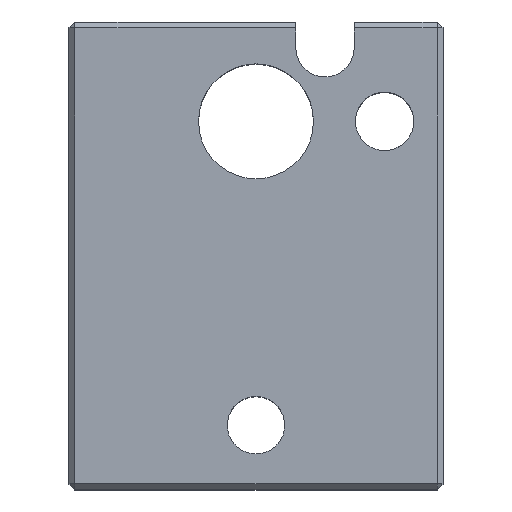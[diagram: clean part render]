
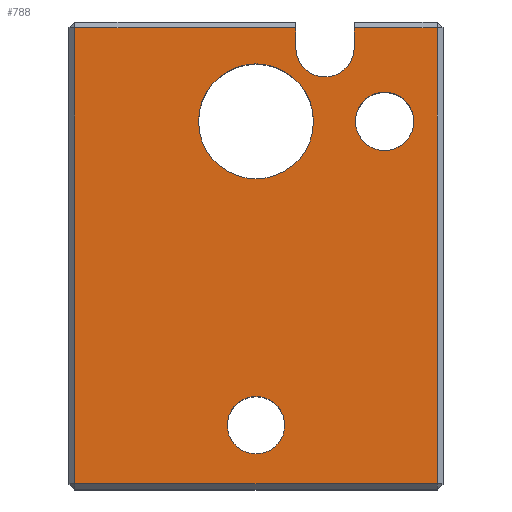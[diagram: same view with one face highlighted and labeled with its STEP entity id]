
A CAD part, top view. The second image highlights one B-rep face of the part: STEP entity #788.
In plain terms, the highlighted planar face has unit normal (0, 0, 1).
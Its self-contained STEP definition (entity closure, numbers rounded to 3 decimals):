
#28=FACE_BOUND('',#128,.T.);
#29=FACE_BOUND('',#129,.T.);
#30=FACE_BOUND('',#130,.T.);
#39=CIRCLE('',#856,1.25);
#40=CIRCLE('',#857,2.459);
#41=CIRCLE('',#858,2.459);
#42=CIRCLE('',#859,1.25);
#43=CIRCLE('',#860,1.23);
#82=FACE_OUTER_BOUND('',#127,.T.);
#127=EDGE_LOOP('',(#616,#617,#618,#619,#620,#621,#622,#623));
#128=EDGE_LOOP('',(#624,#625));
#129=EDGE_LOOP('',(#626));
#130=EDGE_LOOP('',(#627));
#160=LINE('',#1122,#248);
#173=LINE('',#1148,#261);
#202=LINE('',#1206,#290);
#206=LINE('',#1213,#294);
#213=LINE('',#1227,#301);
#221=LINE('',#1249,#309);
#222=LINE('',#1252,#310);
#248=VECTOR('',#905,10.);
#261=VECTOR('',#928,10.);
#290=VECTOR('',#979,10.);
#294=VECTOR('',#985,10.);
#301=VECTOR('',#998,10.);
#309=VECTOR('',#1022,10.);
#310=VECTOR('',#1025,10.);
#328=VERTEX_POINT('',#1103);
#331=VERTEX_POINT('',#1110);
#339=VERTEX_POINT('',#1136);
#349=VERTEX_POINT('',#1165);
#361=VERTEX_POINT('',#1209);
#366=VERTEX_POINT('',#1225);
#372=VERTEX_POINT('',#1248);
#373=VERTEX_POINT('',#1250);
#374=VERTEX_POINT('',#1253);
#375=VERTEX_POINT('',#1254);
#376=VERTEX_POINT('',#1257);
#377=VERTEX_POINT('',#1259);
#403=EDGE_CURVE('',#328,#331,#160,.T.);
#416=EDGE_CURVE('',#331,#339,#173,.T.);
#445=EDGE_CURVE('',#339,#349,#202,.T.);
#449=EDGE_CURVE('',#349,#361,#206,.T.);
#456=EDGE_CURVE('',#366,#328,#213,.T.);
#467=EDGE_CURVE('',#366,#372,#221,.T.);
#468=EDGE_CURVE('',#372,#373,#39,.T.);
#469=EDGE_CURVE('',#373,#361,#222,.T.);
#470=EDGE_CURVE('',#374,#375,#40,.T.);
#471=EDGE_CURVE('',#375,#374,#41,.T.);
#472=EDGE_CURVE('',#376,#376,#42,.T.);
#473=EDGE_CURVE('',#377,#377,#43,.T.);
#616=ORIENTED_EDGE('',*,*,#449,.F.);
#617=ORIENTED_EDGE('',*,*,#445,.F.);
#618=ORIENTED_EDGE('',*,*,#416,.F.);
#619=ORIENTED_EDGE('',*,*,#403,.F.);
#620=ORIENTED_EDGE('',*,*,#456,.F.);
#621=ORIENTED_EDGE('',*,*,#467,.T.);
#622=ORIENTED_EDGE('',*,*,#468,.T.);
#623=ORIENTED_EDGE('',*,*,#469,.T.);
#624=ORIENTED_EDGE('',*,*,#470,.T.);
#625=ORIENTED_EDGE('',*,*,#471,.T.);
#626=ORIENTED_EDGE('',*,*,#472,.T.);
#627=ORIENTED_EDGE('',*,*,#473,.T.);
#752=PLANE('',#855);
#788=ADVANCED_FACE('',(#82,#28,#29,#30),#752,.T.);
#855=AXIS2_PLACEMENT_3D('',#1247,#1020,#1021);
#856=AXIS2_PLACEMENT_3D('',#1251,#1023,#1024);
#857=AXIS2_PLACEMENT_3D('',#1255,#1026,#1027);
#858=AXIS2_PLACEMENT_3D('',#1256,#1028,#1029);
#859=AXIS2_PLACEMENT_3D('',#1258,#1030,#1031);
#860=AXIS2_PLACEMENT_3D('',#1260,#1032,#1033);
#905=DIRECTION('',(0.,-1.,0.));
#928=DIRECTION('',(-1.,0.,0.));
#979=DIRECTION('',(0.,1.,0.));
#985=DIRECTION('',(1.,0.,0.));
#998=DIRECTION('',(1.,0.,0.));
#1020=DIRECTION('center_axis',(0.,0.,1.));
#1021=DIRECTION('ref_axis',(1.,0.,0.));
#1022=DIRECTION('',(0.,-1.,0.));
#1023=DIRECTION('center_axis',(0.,0.,-1.));
#1024=DIRECTION('ref_axis',(-1.,0.,0.));
#1025=DIRECTION('',(0.,1.,0.));
#1026=DIRECTION('center_axis',(0.,0.,-1.));
#1027=DIRECTION('ref_axis',(1.,0.,0.));
#1028=DIRECTION('center_axis',(0.,0.,-1.));
#1029=DIRECTION('ref_axis',(1.,0.,0.));
#1030=DIRECTION('center_axis',(0.,0.,-1.));
#1031=DIRECTION('ref_axis',(-1.,0.,0.));
#1032=DIRECTION('center_axis',(0.,0.,-1.));
#1033=DIRECTION('ref_axis',(-1.,0.,0.));
#1103=CARTESIAN_POINT('',(7.75,9.75,5.75));
#1110=CARTESIAN_POINT('',(7.75,-9.75,5.75));
#1122=CARTESIAN_POINT('',(7.75,-5.,5.75));
#1136=CARTESIAN_POINT('',(-7.75,-9.75,5.75));
#1148=CARTESIAN_POINT('',(-4.,-9.75,5.75));
#1165=CARTESIAN_POINT('',(-7.75,9.75,5.75));
#1206=CARTESIAN_POINT('',(-7.75,5.,5.75));
#1209=CARTESIAN_POINT('',(1.7,9.75,5.75));
#1213=CARTESIAN_POINT('',(4.,9.75,5.75));
#1225=CARTESIAN_POINT('',(4.2,9.75,5.75));
#1227=CARTESIAN_POINT('',(4.,9.75,5.75));
#1247=CARTESIAN_POINT('Origin',(0.,0.,5.75));
#1248=CARTESIAN_POINT('',(4.2,8.9,5.75));
#1249=CARTESIAN_POINT('',(4.2,5.,5.75));
#1250=CARTESIAN_POINT('',(1.7,8.9,5.75));
#1251=CARTESIAN_POINT('Origin',(2.95,8.9,5.75));
#1252=CARTESIAN_POINT('',(1.7,4.45,5.75));
#1253=CARTESIAN_POINT('',(2.459,5.75,5.75));
#1254=CARTESIAN_POINT('',(-2.459,5.75,5.75));
#1255=CARTESIAN_POINT('Origin',(0.,5.75,5.75));
#1256=CARTESIAN_POINT('Origin',(0.,5.75,5.75));
#1257=CARTESIAN_POINT('',(6.75,5.75,5.75));
#1258=CARTESIAN_POINT('Origin',(5.5,5.75,5.75));
#1259=CARTESIAN_POINT('',(1.23,-7.25,5.75));
#1260=CARTESIAN_POINT('Origin',(0.,-7.25,5.75));
